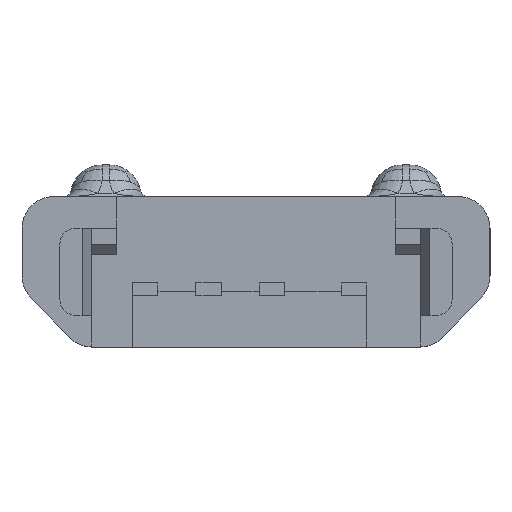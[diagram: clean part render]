
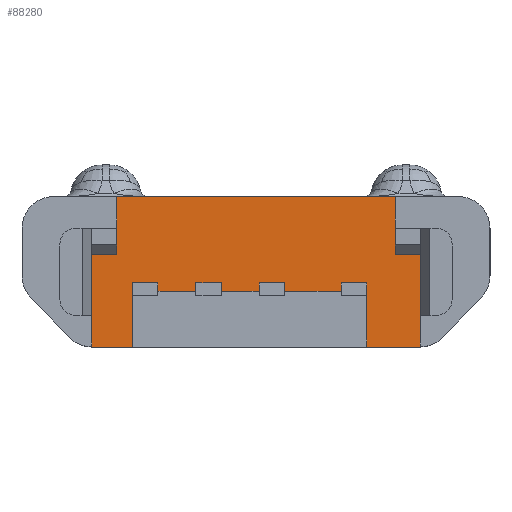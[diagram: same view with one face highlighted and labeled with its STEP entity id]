
A CAD part, left-side view. The second image highlights one B-rep face of the part: STEP entity #88280.
In plain terms, the highlighted face is planar.
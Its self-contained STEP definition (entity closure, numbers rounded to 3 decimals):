
#3210=CARTESIAN_POINT('',(2.2,-7.4,-1.235));
#3220=VERTEX_POINT('',#3210);
#3270=CARTESIAN_POINT('',(0.,-7.4,-1.235));
#3280=DIRECTION('',(1.,0.,0.));
#3290=VECTOR('',#3280,1.);
#3300=LINE('',#3270,#3290);
#3310=CARTESIAN_POINT('',(2.6,-7.4,-1.235));
#3320=VERTEX_POINT('',#3310);
#3330=EDGE_CURVE('',#3220,#3320,#3300,.T.);
#3970=CARTESIAN_POINT('',(-2.6,-7.4,0.));
#3980=DIRECTION('',(0.,0.,1.));
#3990=VECTOR('',#3980,1.);
#4000=LINE('',#3970,#3990);
#4010=CARTESIAN_POINT('',(-2.6,-7.4,-0.27));
#4020=VERTEX_POINT('',#4010);
#4030=CARTESIAN_POINT('',(-2.6,-7.4,0.23));
#4040=VERTEX_POINT('',#4030);
#4050=EDGE_CURVE('',#4020,#4040,#4000,.T.);
#12450=CARTESIAN_POINT('',(-1.75,-7.4,-0.785));
#12460=VERTEX_POINT('',#12450);
#12490=CARTESIAN_POINT('',(-1.75,-7.4,0.));
#12500=DIRECTION('',(0.,0.,-1.));
#12510=VECTOR('',#12500,1.);
#12520=LINE('',#12490,#12510);
#12530=CARTESIAN_POINT('',(-1.75,-7.4,0.23));
#12540=VERTEX_POINT('',#12530);
#12550=EDGE_CURVE('',#12540,#12460,#12520,.T.);
#18460=CARTESIAN_POINT('',(-2.6,-7.4,0.));
#18470=DIRECTION('',(0.,0.,1.));
#18480=VECTOR('',#18470,1.);
#18490=LINE('',#18460,#18480);
#18500=CARTESIAN_POINT('',(-2.6,-7.4,-1.235));
#18510=VERTEX_POINT('',#18500);
#18520=EDGE_CURVE('',#18510,#4020,#18490,.T.);
#19120=CARTESIAN_POINT('',(-1.35,-7.4,-0.785));
#19130=VERTEX_POINT('',#19120);
#19160=CARTESIAN_POINT('',(0.,-7.4,-0.785));
#19170=DIRECTION('',(-1.,0.,0.));
#19180=VECTOR('',#19170,1.);
#19190=LINE('',#19160,#19180);
#19200=EDGE_CURVE('',#19130,#12460,#19190,.T.);
#25190=CARTESIAN_POINT('',(-2.2,-7.4,-1.65));
#25200=VERTEX_POINT('',#25190);
#25980=CARTESIAN_POINT('',(1.95,-7.4,-0.785));
#25990=VERTEX_POINT('',#25980);
#26300=CARTESIAN_POINT('',(1.95,-7.4,0.23));
#26310=VERTEX_POINT('',#26300);
#26340=CARTESIAN_POINT('',(1.95,-7.4,0.));
#26350=DIRECTION('',(-0.,0.,1.));
#26360=VECTOR('',#26350,1.);
#26370=LINE('',#26340,#26360);
#26380=EDGE_CURVE('',#25990,#26310,#26370,.T.);
#41190=CARTESIAN_POINT('',(-2.2,-7.4,0.));
#41200=DIRECTION('',(0.,0.,1.));
#41210=VECTOR('',#41200,1.);
#41220=LINE('',#41190,#41210);
#41230=CARTESIAN_POINT('',(-2.2,-7.4,-2.15));
#41240=VERTEX_POINT('',#41230);
#41250=EDGE_CURVE('',#41240,#25200,#41220,.T.);
#41510=CARTESIAN_POINT('',(0.,-7.4,-1.235));
#41520=DIRECTION('',(1.,0.,0.));
#41530=VECTOR('',#41520,1.);
#41540=LINE('',#41510,#41530);
#41550=CARTESIAN_POINT('',(-2.2,-7.4,-1.235));
#41560=VERTEX_POINT('',#41550);
#41570=EDGE_CURVE('',#18510,#41560,#41540,.T.);
#48410=CARTESIAN_POINT('',(-0.45,-7.4,-0.655));
#48420=VERTEX_POINT('',#48410);
#48450=CARTESIAN_POINT('',(0.,-7.4,-0.655));
#48460=DIRECTION('',(-1.,0.,0.));
#48470=VECTOR('',#48460,1.);
#48480=LINE('',#48450,#48470);
#48490=CARTESIAN_POINT('',(-1.35,-7.4,-0.655));
#48500=VERTEX_POINT('',#48490);
#48510=EDGE_CURVE('',#48420,#48500,#48480,.T.);
#50660=CARTESIAN_POINT('',(1.55,-7.4,-0.655));
#50670=VERTEX_POINT('',#50660);
#50700=CARTESIAN_POINT('',(0.95,-7.4,-0.655));
#50710=VERTEX_POINT('',#50700);
#50720=EDGE_CURVE('',#50670,#50710,#48480,.T.);
#53570=CARTESIAN_POINT('',(2.6,-7.4,-0.27));
#53580=VERTEX_POINT('',#53570);
#86170=CARTESIAN_POINT('',(-1.35,-7.4,0.));
#86180=DIRECTION('',(-0.,0.,1.));
#86190=VECTOR('',#86180,1.);
#86200=LINE('',#86170,#86190);
#86210=EDGE_CURVE('',#19130,#48500,#86200,.T.);
#86740=CARTESIAN_POINT('',(1.5,-7.4,0.15));
#86750=DIRECTION('',(0.,-1.,0.));
#86760=DIRECTION('',(0.,0.,1.));
#86770=AXIS2_PLACEMENT_3D('',#86740,#86750,#86760);
#86780=PLANE('',#86770);
#86790=ORIENTED_EDGE('',*,*,#19200,.T.);
#86800=ORIENTED_EDGE('',*,*,#86210,.F.);
#86810=ORIENTED_EDGE('',*,*,#48510,.T.);
#86820=CARTESIAN_POINT('',(-0.45,-7.4,0.));
#86830=DIRECTION('',(0.,0.,-1.));
#86840=VECTOR('',#86830,1.);
#86850=LINE('',#86820,#86840);
#86860=CARTESIAN_POINT('',(-0.45,-7.4,-0.785));
#86870=VERTEX_POINT('',#86860);
#86880=EDGE_CURVE('',#48420,#86870,#86850,.T.);
#86890=ORIENTED_EDGE('',*,*,#86880,.F.);
#86900=CARTESIAN_POINT('',(0.,-7.4,-0.785));
#86910=DIRECTION('',(-1.,0.,0.));
#86920=VECTOR('',#86910,1.);
#86930=LINE('',#86900,#86920);
#86940=CARTESIAN_POINT('',(-0.05,-7.4,-0.785))
;
#86950=VERTEX_POINT('',#86940);
#86960=EDGE_CURVE('',#86950,#86870,#86930,.T.);
#86970=ORIENTED_EDGE('',*,*,#86960,.T.);
#86980=CARTESIAN_POINT('',(-0.05,-7.4,0.));
#86990=DIRECTION('',(-0.,0.,-1.));
#87000=VECTOR('',#86990,1.);
#87010=LINE('',#86980,#87000);
#87020=CARTESIAN_POINT('',(-0.05,-7.4,-0.655));
#87030=VERTEX_POINT('',#87020);
#87040=EDGE_CURVE('',#87030,#86950,#87010,.T.);
#87050=ORIENTED_EDGE('',*,*,#87040,.T.);
#87060=CARTESIAN_POINT('',(0.55,-7.4,-0.655));
#87070=VERTEX_POINT('',#87060);
#87080=EDGE_CURVE('',#87070,#87030,#48480,.T.);
#87090=ORIENTED_EDGE('',*,*,#87080,.T.);
#87100=CARTESIAN_POINT('',(0.55,-7.4,0.));
#87110=DIRECTION('',(-0.,0.,1.));
#87120=VECTOR('',#87110,1.);
#87130=LINE('',#87100,#87120);
#87140=CARTESIAN_POINT('',(0.55,-7.4,-0.785));
#87150=VERTEX_POINT('',#87140);
#87160=EDGE_CURVE('',#87150,#87070,#87130,.T.);
#87170=ORIENTED_EDGE('',*,*,#87160,.T.);
#87180=CARTESIAN_POINT('',(0.,-7.4,-0.785));
#87190=DIRECTION('',(-1.,0.,0.));
#87200=VECTOR('',#87190,1.);
#87210=LINE('',#87180,#87200);
#87220=CARTESIAN_POINT('',(0.95,-7.4,-0.785));
#87230=VERTEX_POINT('',#87220);
#87240=EDGE_CURVE('',#87230,#87150,#87210,.T.);
#87250=ORIENTED_EDGE('',*,*,#87240,.T.);
#87260=CARTESIAN_POINT('',(0.95,-7.4,0.));
#87270=DIRECTION('',(-0.,0.,1.));
#87280=VECTOR('',#87270,1.);
#87290=LINE('',#87260,#87280);
#87300=EDGE_CURVE('',#87230,#50710,#87290,.T.);
#87310=ORIENTED_EDGE('',*,*,#87300,.F.);
#87320=ORIENTED_EDGE('',*,*,#50720,.T.);
#87330=CARTESIAN_POINT('',(1.55,-7.4,0.));
#87340=DIRECTION('',(-0.,0.,1.));
#87350=VECTOR('',#87340,1.);
#87360=LINE('',#87330,#87350);
#87370=CARTESIAN_POINT('',(1.55,-7.4,-0.785));
#87380=VERTEX_POINT('',#87370);
#87390=EDGE_CURVE('',#87380,#50670,#87360,.T.);
#87400=ORIENTED_EDGE('',*,*,#87390,.T.);
#87410=CARTESIAN_POINT('',(0.,-7.4,-0.785));
#87420=DIRECTION('',(-1.,0.,0.));
#87430=VECTOR('',#87420,1.);
#87440=LINE('',#87410,#87430);
#87450=EDGE_CURVE('',#25990,#87380,#87440,.T.);
#87460=ORIENTED_EDGE('',*,*,#87450,.T.);
#87470=ORIENTED_EDGE('',*,*,#26380,.F.);
#87480=CARTESIAN_POINT('',(0.,-7.4,0.23));
#87490=DIRECTION('',(-1.,0.,0.));
#87500=VECTOR('',#87490,1.);
#87510=LINE('',#87480,#87500);
#87520=CARTESIAN_POINT('',(2.594,-7.4,0.23));
#87530=VERTEX_POINT('',#87520);
#87540=EDGE_CURVE('',#87530,#26310,#87510,.T.);
#87550=ORIENTED_EDGE('',*,*,#87540,.T.);
#87560=CARTESIAN_POINT('',(2.594,-7.4,-0.27));
#87570=DIRECTION('',(0.,-1.,0.));
#87580=DIRECTION('',(-1.,0.,0.));
#87590=AXIS2_PLACEMENT_3D('',#87560,#87570,#87580);
#87600=CIRCLE('',#87590,0.5);
#87610=CARTESIAN_POINT('',(2.6,-7.4,0.23));
#87620=VERTEX_POINT('',#87610);
#87630=EDGE_CURVE('',#87620,#87530,#87600,.T.);
#87640=ORIENTED_EDGE('',*,*,#87630,.T.);
#87650=CARTESIAN_POINT('',(2.6,-7.4,0.));
#87660=DIRECTION('',(0.,0.,-1.));
#87670=VECTOR('',#87660,1.);
#87680=LINE('',#87650,#87670);
#87690=EDGE_CURVE('',#87620,#53580,#87680,.T.);
#87700=ORIENTED_EDGE('',*,*,#87690,.F.);
#87710=CARTESIAN_POINT('',(2.6,-7.4,0.));
#87720=DIRECTION('',(0.,0.,-1.));
#87730=VECTOR('',#87720,1.);
#87740=LINE('',#87710,#87730);
#87750=EDGE_CURVE('',#53580,#3320,#87740,.T.);
#87760=ORIENTED_EDGE('',*,*,#87750,.F.);
#87770=ORIENTED_EDGE('',*,*,#3330,.T.);
#87780=CARTESIAN_POINT('',(2.2,-7.4,0.));
#87790=DIRECTION('',(0.,0.,-1.));
#87800=VECTOR('',#87790,1.);
#87810=LINE('',#87780,#87800);
#87820=CARTESIAN_POINT('',(2.2,-7.4,-1.65));
#87830=VERTEX_POINT('',#87820);
#87840=EDGE_CURVE('',#3220,#87830,#87810,.T.);
#87850=ORIENTED_EDGE('',*,*,#87840,.F.);
#87860=CARTESIAN_POINT('',(2.2,-7.4,0.));
#87870=DIRECTION('',(0.,0.,-1.));
#87880=VECTOR('',#87870,1.);
#87890=LINE('',#87860,#87880);
#87900=CARTESIAN_POINT('',(2.2,-7.4,-2.15));
#87910=VERTEX_POINT('',#87900);
#87920=EDGE_CURVE('',#87830,#87910,#87890,.T.);
#87930=ORIENTED_EDGE('',*,*,#87920,.F.);
#87940=CARTESIAN_POINT('',(0.,-7.4,-2.15));
#87950=DIRECTION('',(1.,0.,0.));
#87960=VECTOR('',#87950,1.);
#87970=LINE('',#87940,#87960);
#87980=EDGE_CURVE('',#41240,#87910,#87970,.T.);
#87990=ORIENTED_EDGE('',*,*,#87980,.T.);
#88000=ORIENTED_EDGE('',*,*,#41250,.F.);
#88010=CARTESIAN_POINT('',(-2.2,-7.4,0.));
#88020=DIRECTION('',(0.,0.,1.));
#88030=VECTOR('',#88020,1.);
#88040=LINE('',#88010,#88030);
#88050=EDGE_CURVE('',#25200,#41560,#88040,.T.);
#88060=ORIENTED_EDGE('',*,*,#88050,.F.);
#88070=ORIENTED_EDGE('',*,*,#41570,.T.);
#88080=ORIENTED_EDGE('',*,*,#18520,.F.);
#88090=ORIENTED_EDGE('',*,*,#4050,.F.);
#88100=CARTESIAN_POINT('',(-2.594,-7.4,-0.27));
#88110=DIRECTION('',(0.,-1.,0.));
#88120=DIRECTION('',(-1.,0.,0.));
#88130=AXIS2_PLACEMENT_3D('',#88100,#88110,#88120);
#88140=CIRCLE('',#88130,0.5);
#88150=CARTESIAN_POINT('',(-2.594,-7.4,0.23));
#88160=VERTEX_POINT('',#88150);
#88170=EDGE_CURVE('',#88160,#4040,#88140,.T.);
#88180=ORIENTED_EDGE('',*,*,#88170,.T.);
#88190=CARTESIAN_POINT('',(0.,-7.4,0.23));
#88200=DIRECTION('',(-1.,0.,0.));
#88210=VECTOR('',#88200,1.);
#88220=LINE('',#88190,#88210);
#88230=EDGE_CURVE('',#12540,#88160,#88220,.T.);
#88240=ORIENTED_EDGE('',*,*,#88230,.T.);
#88250=ORIENTED_EDGE('',*,*,#12550,.F.);
#88260=EDGE_LOOP('',(#88250,#88240,#88180,#88090,#88080,#88070,#88060,
#88000,#87990,#87930,#87850,#87770,#87760,#87700,#87640,#87550,#87470,
#87460,#87400,#87320,#87310,#87250,#87170,#87090,#87050,#86970,#86890,
#86810,#86800,#86790));
#88270=FACE_OUTER_BOUND('',#88260,.T.);
#88280=ADVANCED_FACE('',(#88270),#86780,.T.);
